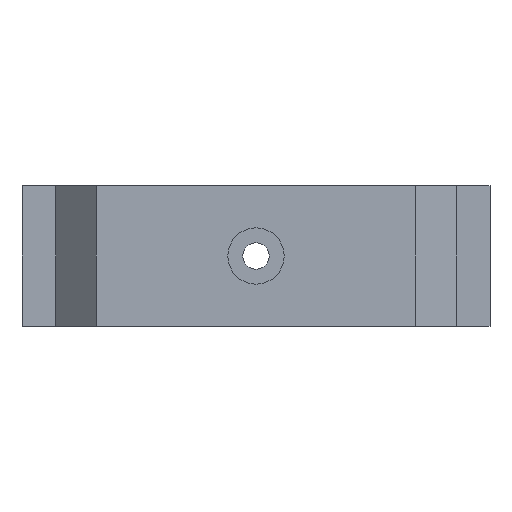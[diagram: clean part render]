
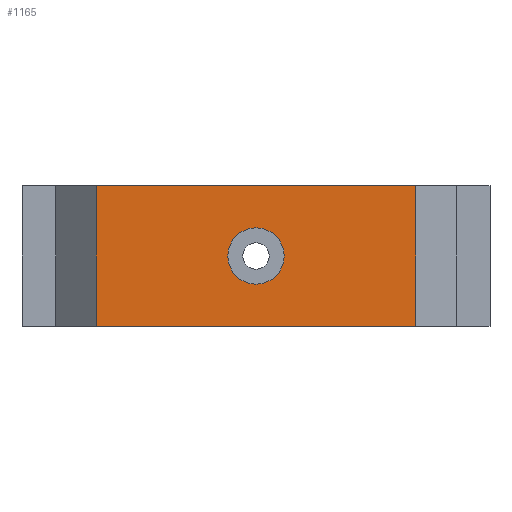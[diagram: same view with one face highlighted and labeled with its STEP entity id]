
A CAD part, left-side view. The second image highlights one B-rep face of the part: STEP entity #1165.
In plain terms, the highlighted planar face has unit normal (-1, 0, 0).
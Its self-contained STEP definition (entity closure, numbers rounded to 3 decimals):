
#51=FACE_BOUND('',#217,.T.);
#82=CIRCLE('',#1249,3.);
#137=FACE_OUTER_BOUND('',#216,.T.);
#216=EDGE_LOOP('',(#1006,#1007,#1008,#1009));
#217=EDGE_LOOP('',(#1010));
#248=LINE('',#1613,#380);
#332=LINE('',#1829,#464);
#350=LINE('',#1865,#482);
#358=LINE('',#1881,#490);
#380=VECTOR('',#1302,10.);
#464=VECTOR('',#1508,10.);
#482=VECTOR('',#1542,10.);
#490=VECTOR('',#1558,10.);
#511=VERTEX_POINT('',#1610);
#512=VERTEX_POINT('',#1612);
#578=VERTEX_POINT('',#1807);
#583=VERTEX_POINT('',#1826);
#593=VERTEX_POINT('',#1863);
#617=EDGE_CURVE('',#511,#512,#248,.T.);
#713=EDGE_CURVE('',#578,#578,#82,.T.);
#724=EDGE_CURVE('',#512,#583,#332,.T.);
#742=EDGE_CURVE('',#511,#593,#350,.T.);
#750=EDGE_CURVE('',#583,#593,#358,.T.);
#1006=ORIENTED_EDGE('',*,*,#750,.F.);
#1007=ORIENTED_EDGE('',*,*,#724,.F.);
#1008=ORIENTED_EDGE('',*,*,#617,.F.);
#1009=ORIENTED_EDGE('',*,*,#742,.T.);
#1010=ORIENTED_EDGE('',*,*,#713,.T.);
#1107=PLANE('',#1267);
#1165=ADVANCED_FACE('',(#137,#51),#1107,.T.);
#1249=AXIS2_PLACEMENT_3D('',#1808,#1485,#1486);
#1267=AXIS2_PLACEMENT_3D('',#1880,#1556,#1557);
#1302=DIRECTION('',(0.,-1.,0.));
#1485=DIRECTION('center_axis',(1.,0.,0.));
#1486=DIRECTION('ref_axis',(0.,0.,1.));
#1508=DIRECTION('',(0.,0.,-1.));
#1542=DIRECTION('',(0.,0.,-1.));
#1556=DIRECTION('center_axis',(-1.,0.,0.));
#1557=DIRECTION('ref_axis',(0.,-1.,0.));
#1558=DIRECTION('',(0.,1.,0.));
#1610=CARTESIAN_POINT('',(-45.83,37.93,25.));
#1612=CARTESIAN_POINT('',(-45.83,3.93,25.));
#1613=CARTESIAN_POINT('',(-45.83,37.93,25.));
#1807=CARTESIAN_POINT('',(-45.83,20.93,14.5));
#1808=CARTESIAN_POINT('Origin',(-45.83,20.93,17.5));
#1826=CARTESIAN_POINT('',(-45.83,3.93,10.));
#1829=CARTESIAN_POINT('',(-45.83,3.93,25.));
#1863=CARTESIAN_POINT('',(-45.83,37.93,10.));
#1865=CARTESIAN_POINT('',(-45.83,37.93,25.));
#1880=CARTESIAN_POINT('Origin',(-45.83,37.73,10.));
#1881=CARTESIAN_POINT('',(-45.83,29.33,10.));
